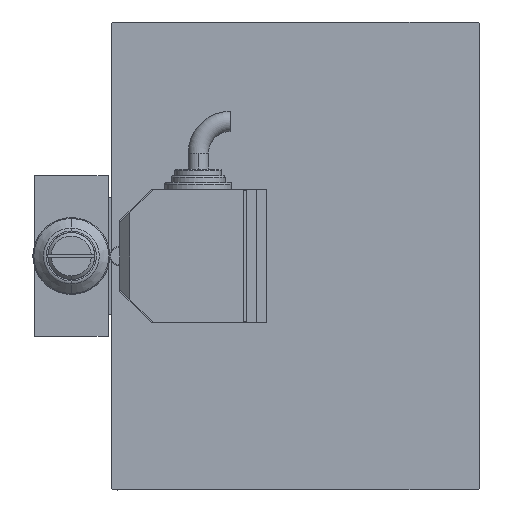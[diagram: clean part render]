
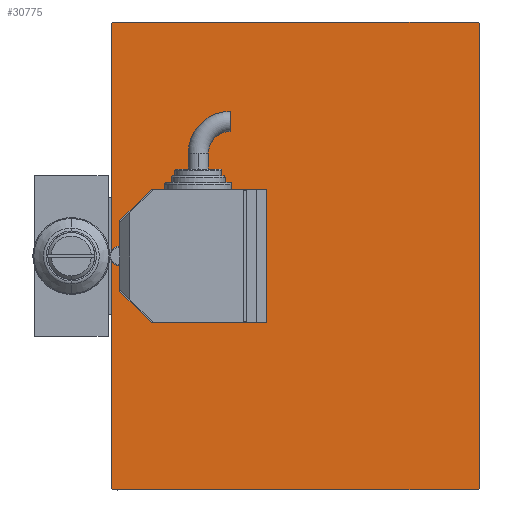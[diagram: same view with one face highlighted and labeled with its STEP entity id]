
A CAD part, left-side view. The second image highlights one B-rep face of the part: STEP entity #30775.
In plain terms, the highlighted face is planar.
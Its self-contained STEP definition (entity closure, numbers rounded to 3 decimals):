
#706 = EDGE_CURVE ( 'NONE', #48400, #42647, #29833, .T. ) ;
#1614 = DIRECTION ( 'NONE',  ( 1., 0., 0. ) ) ;
#3517 = DIRECTION ( 'NONE',  ( 0., -0.707, 0.707 ) ) ;
#4079 = CARTESIAN_POINT ( 'NONE',  ( 173., 54.7, -70. ) ) ;
#5364 = PLANE ( 'NONE',  #19440 ) ;
#5754 = LINE ( 'NONE', #14249, #29385 ) ;
#7181 = LINE ( 'NONE', #22446, #39728 ) ;
#8013 = VECTOR ( 'NONE', #23744, 1000. ) ;
#8526 = VERTEX_POINT ( 'NONE', #14348 ) ;
#9118 = FACE_OUTER_BOUND ( 'NONE', #28024, .T. ) ;
#9201 = CARTESIAN_POINT ( 'NONE',  ( 173., 55., -69.7 ) ) ;
#10268 = VECTOR ( 'NONE', #15049, 1000. ) ;
#11098 = ORIENTED_EDGE ( 'NONE', *, *, #48561, .T. ) ;
#11423 = DIRECTION ( 'NONE',  ( 0., -1., 0. ) ) ;
#11973 = LINE ( 'NONE', #30755, #8013 ) ;
#12813 = VERTEX_POINT ( 'NONE', #9201 ) ;
#14249 = CARTESIAN_POINT ( 'NONE',  ( 173., 55., -70. ) ) ;
#14348 = CARTESIAN_POINT ( 'NONE',  ( 173., -54.7, -70. ) ) ;
#15049 = DIRECTION ( 'NONE',  ( 0., 0.707, 0.707 ) ) ;
#18043 = EDGE_CURVE ( 'NONE', #34751, #8526, #24307, .T. ) ;
#18059 = DIRECTION ( 'NONE',  ( 0., -0.707, -0.707 ) ) ;
#19076 = CARTESIAN_POINT ( 'NONE',  ( 173., -55., 69.7 ) ) ;
#19440 = AXIS2_PLACEMENT_3D ( 'NONE', #24641, #1614, #39895 ) ;
#19482 = CARTESIAN_POINT ( 'NONE',  ( 173., 55., 69.7 ) ) ;
#19900 = VERTEX_POINT ( 'NONE', #4079 ) ;
#20891 = CARTESIAN_POINT ( 'NONE',  ( 173., -54.7, 70. ) ) ;
#21045 = CARTESIAN_POINT ( 'NONE',  ( 173., -62.35, -62.35 ) ) ;
#21500 = EDGE_CURVE ( 'NONE', #19900, #12813, #34078, .T. ) ;
#21935 = VERTEX_POINT ( 'NONE', #19482 ) ;
#22121 = LINE ( 'NONE', #26624, #28697 ) ;
#22446 = CARTESIAN_POINT ( 'NONE',  ( 173., 55., 70. ) ) ;
#23133 = CARTESIAN_POINT ( 'NONE',  ( 173., 54.7, 70. ) ) ;
#23744 = DIRECTION ( 'NONE',  ( 0., 1., 0. ) ) ;
#24307 = LINE ( 'NONE', #21045, #27742 ) ;
#24641 = CARTESIAN_POINT ( 'NONE',  ( 173., 0., 0. ) ) ;
#24885 = CARTESIAN_POINT ( 'NONE',  ( 173., 62.35, 62.35 ) ) ;
#25225 = ORIENTED_EDGE ( 'NONE', *, *, #18043, .T. ) ;
#25276 = DIRECTION ( 'NONE',  ( 0., 0., 1. ) ) ;
#25373 = EDGE_CURVE ( 'NONE', #8526, #19900, #11973, .T. ) ;
#26032 = ORIENTED_EDGE ( 'NONE', *, *, #706, .T. ) ;
#26624 = CARTESIAN_POINT ( 'NONE',  ( 173., -55., 70. ) ) ;
#27742 = VECTOR ( 'NONE', #44075, 1000. ) ;
#28024 = EDGE_LOOP ( 'NONE', ( #35799, #46958, #34310, #29025, #49037, #26032, #11098, #25225 ) ) ;
#28697 = VECTOR ( 'NONE', #42116, 1000. ) ;
#29025 = ORIENTED_EDGE ( 'NONE', *, *, #47604, .T. ) ;
#29385 = VECTOR ( 'NONE', #25276, 1000. ) ;
#29833 = LINE ( 'NONE', #33081, #35242 ) ;
#30755 = CARTESIAN_POINT ( 'NONE',  ( 173., -55., -70. ) ) ;
#30775 = ADVANCED_FACE ( 'NONE', ( #9118 ), #5364, .T. ) ;
#33081 = CARTESIAN_POINT ( 'NONE',  ( 173., -62.35, 62.35 ) ) ;
#33583 = CARTESIAN_POINT ( 'NONE',  ( 173., 62.35, -62.35 ) ) ;
#33801 = LINE ( 'NONE', #24885, #36640 ) ;
#34078 = LINE ( 'NONE', #33583, #10268 ) ;
#34310 = ORIENTED_EDGE ( 'NONE', *, *, #40936, .T. ) ;
#34751 = VERTEX_POINT ( 'NONE', #36725 ) ;
#35242 = VECTOR ( 'NONE', #18059, 1000. ) ;
#35799 = ORIENTED_EDGE ( 'NONE', *, *, #25373, .T. ) ;
#36640 = VECTOR ( 'NONE', #3517, 1000. ) ;
#36725 = CARTESIAN_POINT ( 'NONE',  ( 173., -55., -69.7 ) ) ;
#39728 = VECTOR ( 'NONE', #11423, 1000. ) ;
#39895 = DIRECTION ( 'NONE',  ( 0., 0., -1. ) ) ;
#40831 = VERTEX_POINT ( 'NONE', #23133 ) ;
#40936 = EDGE_CURVE ( 'NONE', #12813, #21935, #5754, .T. ) ;
#42116 = DIRECTION ( 'NONE',  ( 0., 0., -1. ) ) ;
#42647 = VERTEX_POINT ( 'NONE', #19076 ) ;
#43768 = EDGE_CURVE ( 'NONE', #40831, #48400, #7181, .T. ) ;
#44075 = DIRECTION ( 'NONE',  ( 0., 0.707, -0.707 ) ) ;
#46958 = ORIENTED_EDGE ( 'NONE', *, *, #21500, .T. ) ;
#47604 = EDGE_CURVE ( 'NONE', #21935, #40831, #33801, .T. ) ;
#48400 = VERTEX_POINT ( 'NONE', #20891 ) ;
#48561 = EDGE_CURVE ( 'NONE', #42647, #34751, #22121, .T. ) ;
#49037 = ORIENTED_EDGE ( 'NONE', *, *, #43768, .T. ) ;
